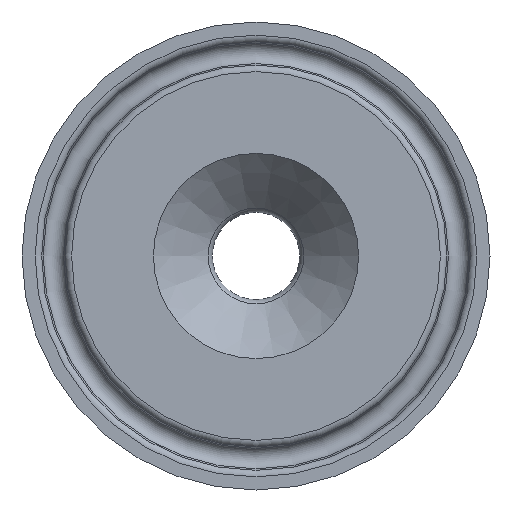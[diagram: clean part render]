
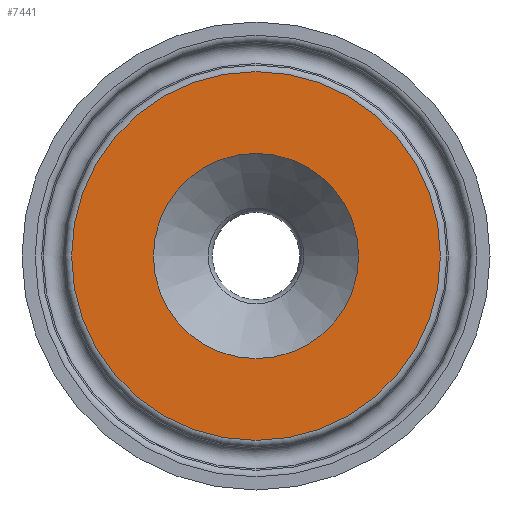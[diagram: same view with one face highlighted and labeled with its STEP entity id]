
A CAD part, left-side view. The second image highlights one B-rep face of the part: STEP entity #7441.
In plain terms, the highlighted planar face has unit normal (-1, 0, 0).
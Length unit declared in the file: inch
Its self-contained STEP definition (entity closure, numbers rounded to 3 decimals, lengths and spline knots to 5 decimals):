
#112=FACE_BOUND('',#1313,.T.);
#303=PLANE('',#7974);
#865=FACE_OUTER_BOUND('',#1312,.T.);
#1312=EDGE_LOOP('',(#6920,#6921));
#1313=EDGE_LOOP('',(#6922,#6923));
#1516=CIRCLE('',#7931,0.435);
#1517=CIRCLE('',#7932,0.435);
#1546=CIRCLE('',#7971,0.78172);
#1547=CIRCLE('',#7972,0.78172);
#3604=VERTEX_POINT('',#16373);
#3605=VERTEX_POINT('',#16375);
#3631=VERTEX_POINT('',#16443);
#3632=VERTEX_POINT('',#16445);
#4701=EDGE_CURVE('',#3605,#3604,#1516,.T.);
#4702=EDGE_CURVE('',#3604,#3605,#1517,.T.);
#4734=EDGE_CURVE('',#3631,#3632,#1546,.T.);
#4735=EDGE_CURVE('',#3632,#3631,#1547,.T.);
#6920=ORIENTED_EDGE('',*,*,#4735,.F.);
#6921=ORIENTED_EDGE('',*,*,#4734,.F.);
#6922=ORIENTED_EDGE('',*,*,#4701,.T.);
#6923=ORIENTED_EDGE('',*,*,#4702,.T.);
#7441=ADVANCED_FACE('',(#865,#112),#303,.T.);
#7931=AXIS2_PLACEMENT_3D('',#16376,#9419,#9420);
#7932=AXIS2_PLACEMENT_3D('',#16377,#9421,#9422);
#7971=AXIS2_PLACEMENT_3D('',#16446,#9502,#9503);
#7972=AXIS2_PLACEMENT_3D('',#16447,#9504,#9505);
#7974=AXIS2_PLACEMENT_3D('',#16449,#9508,#9509);
#9419=DIRECTION('center_axis',(1.,0.,0.));
#9420=DIRECTION('ref_axis',(0.,1.,0.));
#9421=DIRECTION('center_axis',(1.,0.,0.));
#9422=DIRECTION('ref_axis',(0.,1.,0.));
#9502=DIRECTION('center_axis',(1.,0.,0.));
#9503=DIRECTION('ref_axis',(0.,-1.,0.));
#9504=DIRECTION('center_axis',(1.,0.,0.));
#9505=DIRECTION('ref_axis',(0.,-1.,0.));
#9508=DIRECTION('center_axis',(-1.,0.,0.));
#9509=DIRECTION('ref_axis',(0.,0.,1.));
#16373=CARTESIAN_POINT('',(0.,-0.435,0.));
#16375=CARTESIAN_POINT('',(0.,0.435,0.));
#16376=CARTESIAN_POINT('Origin',(0.,0.,
0.));
#16377=CARTESIAN_POINT('Origin',(0.,0.,
0.));
#16443=CARTESIAN_POINT('',(0.,0.,0.78172));
#16445=CARTESIAN_POINT('',(0.,0.78172,0.));
#16446=CARTESIAN_POINT('Origin',(0.,0.,0.));
#16447=CARTESIAN_POINT('Origin',(0.,0.,0.));
#16449=CARTESIAN_POINT('Origin',(0.,0.61829,
0.));
